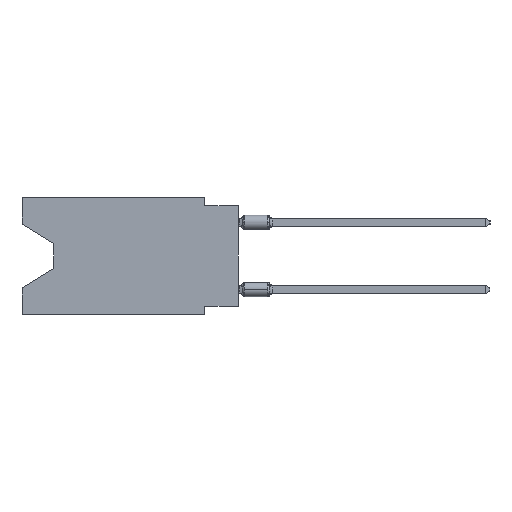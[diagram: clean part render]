
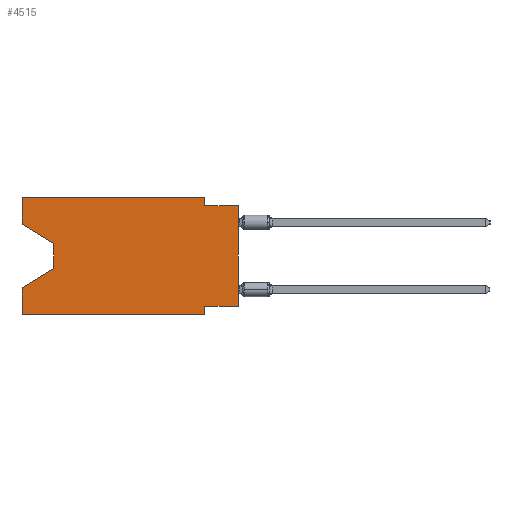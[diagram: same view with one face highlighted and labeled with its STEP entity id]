
A CAD part, left-side view. The second image highlights one B-rep face of the part: STEP entity #4515.
In plain terms, the highlighted planar face has unit normal (-1, 0, 0).
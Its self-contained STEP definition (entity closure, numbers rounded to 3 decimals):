
#237 = EDGE_CURVE ( 'NONE', #10921, #5279, #17649, .T. ) ;
#560 = ORIENTED_EDGE ( 'NONE', *, *, #15326, .F. ) ;
#780 = DIRECTION ( 'NONE',  ( 0., 0., 1. ) ) ;
#829 = VECTOR ( 'NONE', #17801, 1000. ) ;
#1137 = VECTOR ( 'NONE', #11812, 1000. ) ;
#1179 = CARTESIAN_POINT ( 'NONE',  ( 0., 0., -0.635 ) ) ;
#1234 = LINE ( 'NONE', #13369, #2121 ) ;
#1715 = VERTEX_POINT ( 'NONE', #7077 ) ;
#1850 = VECTOR ( 'NONE', #9743, 1000. ) ;
#1943 = ORIENTED_EDGE ( 'NONE', *, *, #4689, .F. ) ;
#2121 = VECTOR ( 'NONE', #19452, 1000. ) ;
#2495 = LINE ( 'NONE', #10051, #4682 ) ;
#2741 = EDGE_CURVE ( 'NONE', #19566, #9235, #16063, .T. ) ;
#2894 = CARTESIAN_POINT ( 'NONE',  ( 0., 16.383, -8.89 ) ) ;
#2970 = LINE ( 'NONE', #9034, #829 ) ;
#3551 = EDGE_CURVE ( 'NONE', #13335, #7672, #12908, .T. ) ;
#3660 = EDGE_CURVE ( 'NONE', #17478, #7672, #2970, .T. ) ;
#3944 = VERTEX_POINT ( 'NONE', #18866 ) ;
#4158 = VERTEX_POINT ( 'NONE', #16663 ) ;
#4289 = ORIENTED_EDGE ( 'NONE', *, *, #5862, .F. ) ;
#4515 = ADVANCED_FACE ( 'NONE', ( #15038 ), #10860, .F. ) ;
#4682 = VECTOR ( 'NONE', #780, 1000. ) ;
#4689 = EDGE_CURVE ( 'NONE', #1715, #10921, #2495, .T. ) ;
#4986 = AXIS2_PLACEMENT_3D ( 'NONE', #16933, #9285, #15138 ) ;
#5076 = CARTESIAN_POINT ( 'NONE',  ( 0., 13.97, -3.505 ) ) ;
#5279 = VERTEX_POINT ( 'NONE', #15174 ) ;
#5635 = EDGE_LOOP ( 'NONE', ( #12919, #18167, #8625, #4289, #15428, #12797, #560, #18512, #10834, #9893, #6279, #1943 ) ) ;
#5862 = EDGE_CURVE ( 'NONE', #9299, #3944, #14248, .T. ) ;
#5988 = VECTOR ( 'NONE', #19029, 1000. ) ;
#6279 = ORIENTED_EDGE ( 'NONE', *, *, #237, .F. ) ;
#6637 = CARTESIAN_POINT ( 'NONE',  ( 0., 2.54, -0.635 ) ) ;
#6957 = CARTESIAN_POINT ( 'NONE',  ( 0., 0., 0. ) ) ;
#7062 = LINE ( 'NONE', #2894, #15376 ) ;
#7077 = CARTESIAN_POINT ( 'NONE',  ( 0., 16.383, -2.038 ) ) ;
#7319 = CARTESIAN_POINT ( 'NONE',  ( 0., 16.383, 0. ) ) ;
#7672 = VERTEX_POINT ( 'NONE', #1179 ) ;
#8440 = CARTESIAN_POINT ( 'NONE',  ( 0., 2.54, -8.255 ) ) ;
#8559 = EDGE_CURVE ( 'NONE', #9235, #3944, #1234, .T. ) ;
#8625 = ORIENTED_EDGE ( 'NONE', *, *, #8559, .T. ) ;
#8735 = EDGE_CURVE ( 'NONE', #13908, #4158, #17141, .T. ) ;
#9034 = CARTESIAN_POINT ( 'NONE',  ( 0., 0., -0.635 ) ) ;
#9235 = VERTEX_POINT ( 'NONE', #18877 ) ;
#9285 = DIRECTION ( 'NONE',  ( 1., 0., 0. ) ) ;
#9299 = VERTEX_POINT ( 'NONE', #12193 ) ;
#9367 = DIRECTION ( 'NONE',  ( 0., 1., 0. ) ) ;
#9743 = DIRECTION ( 'NONE',  ( 0., -0.855, -0.519 ) ) ;
#9893 = ORIENTED_EDGE ( 'NONE', *, *, #17111, .F. ) ;
#10051 = CARTESIAN_POINT ( 'NONE',  ( 0., 16.383, 0. ) ) ;
#10382 = VECTOR ( 'NONE', #19155, 1000. ) ;
#10834 = ORIENTED_EDGE ( 'NONE', *, *, #3660, .F. ) ;
#10860 = PLANE ( 'NONE',  #4986 ) ;
#10921 = VERTEX_POINT ( 'NONE', #7319 ) ;
#11042 = CARTESIAN_POINT ( 'NONE',  ( 0., 0., -8.255 ) ) ;
#11380 = CARTESIAN_POINT ( 'NONE',  ( 0., 16.383, 0. ) ) ;
#11644 = VECTOR ( 'NONE', #18744, 1000. ) ;
#11812 = DIRECTION ( 'NONE',  ( 0., 0., 1. ) ) ;
#12193 = CARTESIAN_POINT ( 'NONE',  ( 0., 16.383, -8.89 ) ) ;
#12551 = CARTESIAN_POINT ( 'NONE',  ( 0., 2.54, -8.89 ) ) ;
#12797 = ORIENTED_EDGE ( 'NONE', *, *, #8735, .F. ) ;
#12804 = LINE ( 'NONE', #18881, #13473 ) ;
#12908 = LINE ( 'NONE', #6957, #1137 ) ;
#12919 = ORIENTED_EDGE ( 'NONE', *, *, #14838, .T. ) ;
#13134 = LINE ( 'NONE', #16228, #1850 ) ;
#13335 = VERTEX_POINT ( 'NONE', #17521 ) ;
#13369 = CARTESIAN_POINT ( 'NONE',  ( 0., 13.97, -5.385 ) ) ;
#13473 = VECTOR ( 'NONE', #15605, 1000. ) ;
#13827 = LINE ( 'NONE', #11042, #14229 ) ;
#13908 = VERTEX_POINT ( 'NONE', #8440 ) ;
#14229 = VECTOR ( 'NONE', #9367, 1000. ) ;
#14248 = LINE ( 'NONE', #17136, #5988 ) ;
#14451 = DIRECTION ( 'NONE',  ( 0., -1., 0. ) ) ;
#14838 = EDGE_CURVE ( 'NONE', #1715, #19566, #13134, .T. ) ;
#15038 = FACE_OUTER_BOUND ( 'NONE', #5635, .T. ) ;
#15138 = DIRECTION ( 'NONE',  ( 0., 0., -1. ) ) ;
#15174 = CARTESIAN_POINT ( 'NONE',  ( 0., 2.54, 0. ) ) ;
#15326 = EDGE_CURVE ( 'NONE', #13335, #13908, #13827, .T. ) ;
#15376 = VECTOR ( 'NONE', #19207, 1000. ) ;
#15428 = ORIENTED_EDGE ( 'NONE', *, *, #16820, .T. ) ;
#15605 = DIRECTION ( 'NONE',  ( 0., 0., -1. ) ) ;
#15907 = VECTOR ( 'NONE', #14451, 1000. ) ;
#16063 = LINE ( 'NONE', #16260, #10382 ) ;
#16228 = CARTESIAN_POINT ( 'NONE',  ( 0., 16.383, -2.038 ) ) ;
#16260 = CARTESIAN_POINT ( 'NONE',  ( 0., 13.97, -3.505 ) ) ;
#16663 = CARTESIAN_POINT ( 'NONE',  ( 0., 2.54, -8.89 ) ) ;
#16820 = EDGE_CURVE ( 'NONE', #9299, #4158, #7062, .T. ) ;
#16933 = CARTESIAN_POINT ( 'NONE',  ( 0., 16.383, 0. ) ) ;
#17111 = EDGE_CURVE ( 'NONE', #5279, #17478, #12804, .T. ) ;
#17136 = CARTESIAN_POINT ( 'NONE',  ( 0., 16.383, 0. ) ) ;
#17141 = LINE ( 'NONE', #12551, #11644 ) ;
#17478 = VERTEX_POINT ( 'NONE', #6637 ) ;
#17521 = CARTESIAN_POINT ( 'NONE',  ( 0., 0., -8.255 ) ) ;
#17649 = LINE ( 'NONE', #11380, #15907 ) ;
#17801 = DIRECTION ( 'NONE',  ( 0., -1., 0. ) ) ;
#18167 = ORIENTED_EDGE ( 'NONE', *, *, #2741, .T. ) ;
#18512 = ORIENTED_EDGE ( 'NONE', *, *, #3551, .T. ) ;
#18744 = DIRECTION ( 'NONE',  ( 0., 0., -1. ) ) ;
#18866 = CARTESIAN_POINT ( 'NONE',  ( 0., 16.383, -6.852 ) ) ;
#18877 = CARTESIAN_POINT ( 'NONE',  ( 0., 13.97, -5.385 ) ) ;
#18881 = CARTESIAN_POINT ( 'NONE',  ( 0., 2.54, 0. ) ) ;
#19029 = DIRECTION ( 'NONE',  ( 0., 0., 1. ) ) ;
#19155 = DIRECTION ( 'NONE',  ( 0., 0., -1. ) ) ;
#19207 = DIRECTION ( 'NONE',  ( 0., -1., 0. ) ) ;
#19452 = DIRECTION ( 'NONE',  ( 0., 0.855, -0.519 ) ) ;
#19566 = VERTEX_POINT ( 'NONE', #5076 ) ;
